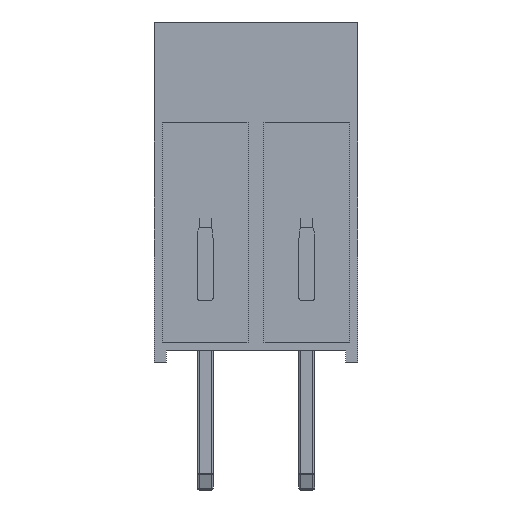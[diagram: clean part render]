
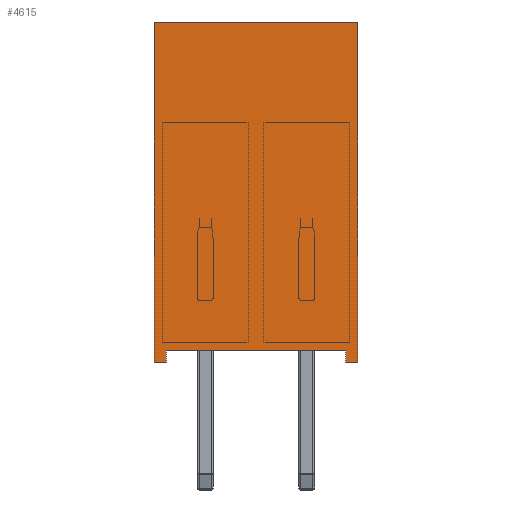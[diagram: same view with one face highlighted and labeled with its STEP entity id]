
A CAD part, left-side view. The second image highlights one B-rep face of the part: STEP entity #4615.
In plain terms, the highlighted planar face has unit normal (-1, 0, 0).
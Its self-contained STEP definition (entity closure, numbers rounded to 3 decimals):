
#642=FACE_OUTER_BOUND('',#932,.T.);
#932=EDGE_LOOP('',(#2992,#2993,#2994,#2995,#2996,#2997,#2998,#2999));
#1254=LINE('',#7188,#1602);
#1255=LINE('',#7191,#1603);
#1257=LINE('',#7195,#1605);
#1258=LINE('',#7197,#1606);
#1259=LINE('',#7199,#1607);
#1260=LINE('',#7201,#1608);
#1261=LINE('',#7203,#1609);
#1262=LINE('',#7204,#1610);
#1602=VECTOR('',#5601,10.);
#1603=VECTOR('',#5604,10.);
#1605=VECTOR('',#5608,10.);
#1606=VECTOR('',#5609,10.);
#1607=VECTOR('',#5610,10.);
#1608=VECTOR('',#5611,10.);
#1609=VECTOR('',#5612,10.);
#1610=VECTOR('',#5613,10.);
#1948=VERTEX_POINT('',#7184);
#1949=VERTEX_POINT('',#7186);
#1950=VERTEX_POINT('',#7190);
#1951=VERTEX_POINT('',#7194);
#1952=VERTEX_POINT('',#7196);
#1953=VERTEX_POINT('',#7198);
#1954=VERTEX_POINT('',#7200);
#1955=VERTEX_POINT('',#7202);
#2326=EDGE_CURVE('',#1948,#1949,#1254,.T.);
#2327=EDGE_CURVE('',#1950,#1948,#1255,.T.);
#2329=EDGE_CURVE('',#1949,#1951,#1257,.T.);
#2330=EDGE_CURVE('',#1951,#1952,#1258,.T.);
#2331=EDGE_CURVE('',#1952,#1953,#1259,.T.);
#2332=EDGE_CURVE('',#1953,#1954,#1260,.T.);
#2333=EDGE_CURVE('',#1955,#1954,#1261,.T.);
#2334=EDGE_CURVE('',#1950,#1955,#1262,.T.);
#2992=ORIENTED_EDGE('',*,*,#2329,.T.);
#2993=ORIENTED_EDGE('',*,*,#2330,.T.);
#2994=ORIENTED_EDGE('',*,*,#2331,.T.);
#2995=ORIENTED_EDGE('',*,*,#2332,.T.);
#2996=ORIENTED_EDGE('',*,*,#2333,.F.);
#2997=ORIENTED_EDGE('',*,*,#2334,.F.);
#2998=ORIENTED_EDGE('',*,*,#2327,.T.);
#2999=ORIENTED_EDGE('',*,*,#2326,.T.);
#4286=PLANE('',#4959);
#4615=ADVANCED_FACE('',(#642),#4286,.T.);
#4959=AXIS2_PLACEMENT_3D('',#7193,#5606,#5607);
#5601=DIRECTION('',(0.,0.,1.));
#5604=DIRECTION('',(0.,-1.,0.));
#5606=DIRECTION('center_axis',(-1.,0.,0.));
#5607=DIRECTION('ref_axis',(0.,-1.,0.));
#5608=DIRECTION('',(0.,-1.,0.));
#5609=DIRECTION('',(0.,0.,-1.));
#5610=DIRECTION('',(0.,-1.,0.));
#5611=DIRECTION('',(0.,0.,1.));
#5612=DIRECTION('',(0.,-1.,0.));
#5613=DIRECTION('',(0.,0.,1.));
#7184=CARTESIAN_POINT('',(-1.27,3.51,0.));
#7186=CARTESIAN_POINT('',(-1.27,3.51,0.3));
#7188=CARTESIAN_POINT('',(-1.27,3.51,0.));
#7190=CARTESIAN_POINT('',(-1.27,3.81,0.));
#7191=CARTESIAN_POINT('',(-1.27,3.81,0.));
#7193=CARTESIAN_POINT('Origin',(-1.27,1.27,0.));
#7194=CARTESIAN_POINT('',(-1.27,-0.97,0.3));
#7195=CARTESIAN_POINT('',(-1.27,1.27,0.3));
#7196=CARTESIAN_POINT('',(-1.27,-0.97,0.));
#7197=CARTESIAN_POINT('',(-1.27,-0.97,0.));
#7198=CARTESIAN_POINT('',(-1.27,-1.27,0.));
#7199=CARTESIAN_POINT('',(-1.27,1.27,0.));
#7200=CARTESIAN_POINT('',(-1.27,-1.27,8.5));
#7201=CARTESIAN_POINT('',(-1.27,-1.27,0.));
#7202=CARTESIAN_POINT('',(-1.27,3.81,8.5));
#7203=CARTESIAN_POINT('',(-1.27,3.81,8.5));
#7204=CARTESIAN_POINT('',(-1.27,3.81,0.));
